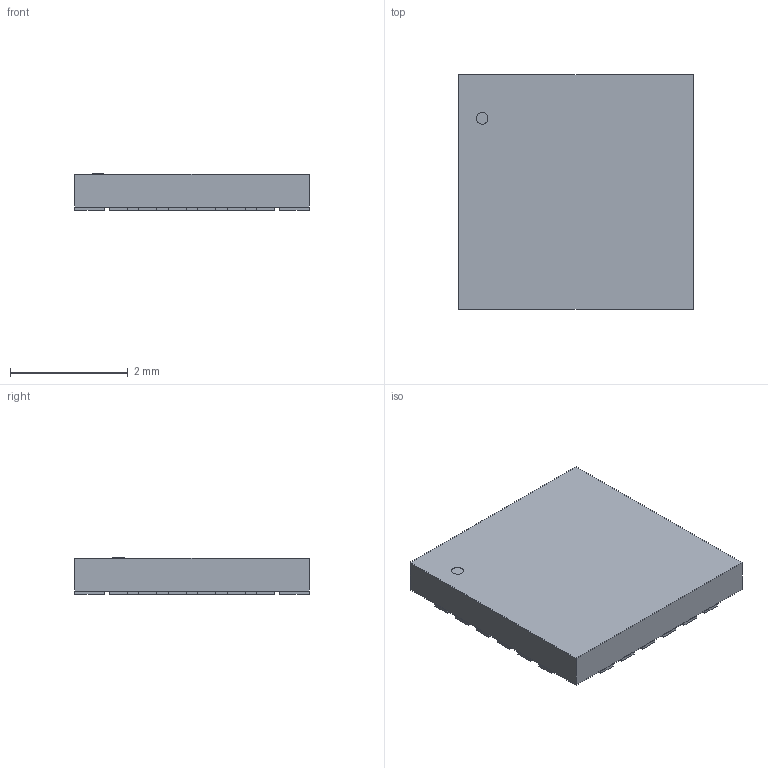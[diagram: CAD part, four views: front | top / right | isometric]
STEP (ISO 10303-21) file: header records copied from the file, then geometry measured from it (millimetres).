
FILE_DESCRIPTION(('STEP AP214'),'1');
FILE_NAME('CYPD3177-24LQXQT_CYP','2024-08-13T06:48:46',(''),(''),'','','');
FILE_SCHEMA(('AUTOMOTIVE_DESIGN'));
Length unit declared in the file: millimetre
Products named in the file (1): product
Bounding box: 3.99 x 3.99 x 0.61 mm (x, y, z)
Volume: 9.5 mm3; surface area: 65.8 mm2
Topology: 27 solids, 27 shells, 159 faces, 315 edges, 210 vertices
Faces by surface type: plane 158, cylinder 1
Full cylindrical faces by diameter (mm): 0.199 x1
Entity records: 2880 total; most frequent: ORIENTED_EDGE 628, EDGE_CURVE 314, LINE 312, CARTESIAN_POINT 214, VERTEX_POINT 210, AXIS2_PLACEMENT_3D 163, EDGE_LOOP 160, ADVANCED_FACE 159
